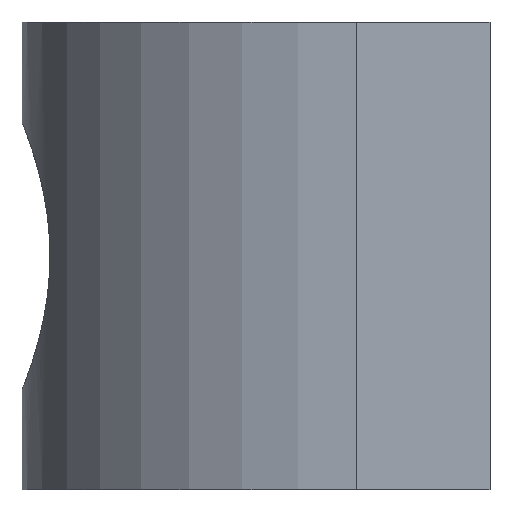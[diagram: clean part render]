
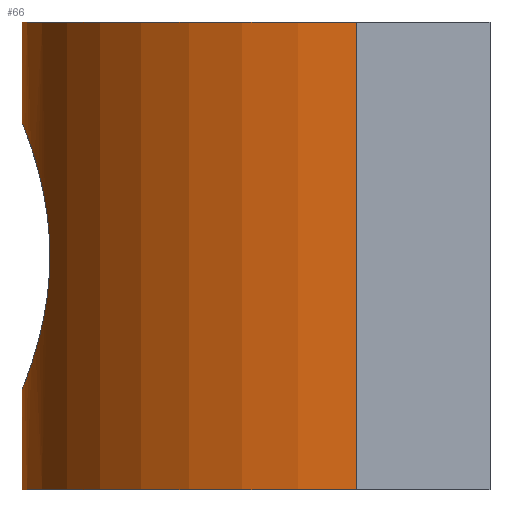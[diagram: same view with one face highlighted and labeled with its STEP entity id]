
A CAD part, front view. The second image highlights one B-rep face of the part: STEP entity #66.
In plain terms, the highlighted cylindrical face has radius 5 mm (diameter 10 mm), a partial arc.
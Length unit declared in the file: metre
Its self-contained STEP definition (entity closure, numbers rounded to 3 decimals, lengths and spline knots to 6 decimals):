
#66=ADVANCED_FACE('',(#124),#125,.T.);
#124=FACE_OUTER_BOUND('',#175,.T.);
#125=CYLINDRICAL_SURFACE('',#176,0.005);
#175=EDGE_LOOP('',(#221,#222,#223,#224,#225,#226));
#176=AXIS2_PLACEMENT_3D('',#227,#228,#229);
#221=ORIENTED_EDGE('',*,*,#332,.F.);
#222=ORIENTED_EDGE('',*,*,#333,.F.);
#223=ORIENTED_EDGE('',*,*,#334,.F.);
#224=ORIENTED_EDGE('',*,*,#335,.T.);
#225=ORIENTED_EDGE('',*,*,#336,.F.);
#226=ORIENTED_EDGE('',*,*,#337,.F.);
#227=CARTESIAN_POINT('',(0.0,-0.02,0.008));
#228=DIRECTION('',(-0.0,0.0,1.0));
#229=DIRECTION('',(1.0,0.,0.0));
#332=EDGE_CURVE('',#383,#384,#385,.T.);
#333=EDGE_CURVE('0:177',#386,#383,#387,.T.);
#334=EDGE_CURVE('0:165',#388,#386,#389,.T.);
#335=EDGE_CURVE('0:156',#388,#390,#391,.T.);
#336=EDGE_CURVE('',#392,#390,#393,.T.);
#337=EDGE_CURVE('',#384,#392,#394,.T.);
#383=VERTEX_POINT('',#472);
#384=VERTEX_POINT('',#473);
#385=LINE('',#474,#475);
#386=VERTEX_POINT('',#476);
#387=CIRCLE('',#477,0.005);
#388=VERTEX_POINT('',#478);
#389=LINE('',#479,#480);
#390=VERTEX_POINT('',#481);
#391=CIRCLE('',#482,0.005);
#392=VERTEX_POINT('',#483);
#393=LINE('',#484,#485);
#394=B_SPLINE_CURVE_WITH_KNOTS('',3,(#486,#487,#488,#489,#490,#491,#492,#493,#494,#495,#496,#497,#498,#499,#500,#501,#502,#503,#504,#505,#506,#507),.UNSPECIFIED.,.F.,.F.,(4,3,3,3,3,3,3,4),(9.134159,10.824805,12.685683,13.714077,14.548075,16.196166,17.895025,18.268318),.UNSPECIFIED.);
#472=CARTESIAN_POINT('',(-0.005,-0.02,0.0005));
#473=CARTESIAN_POINT('',(-0.005,-0.02,0.002));
#474=CARTESIAN_POINT('',(-0.005,-0.02,0.004));
#475=VECTOR('',#612,1.0);
#476=CARTESIAN_POINT('',(0.0,-0.025,0.0005));
#477=AXIS2_PLACEMENT_3D('',#613,#614,#615);
#478=CARTESIAN_POINT('',(0.0,-0.025,0.0075));
#479=CARTESIAN_POINT('',(0.0,-0.025,0.004));
#480=VECTOR('',#616,0.001);
#481=CARTESIAN_POINT('',(-0.005,-0.02,0.0075));
#482=AXIS2_PLACEMENT_3D('',#617,#618,#619);
#483=CARTESIAN_POINT('',(-0.005,-0.02,0.006));
#484=CARTESIAN_POINT('',(-0.005,-0.02,0.004));
#485=VECTOR('',#620,1.0);
#486=CARTESIAN_POINT('',(-0.005,-0.02,0.002));
#487=CARTESIAN_POINT('',(-0.005,-0.020395,0.002));
#488=CARTESIAN_POINT('',(-0.004949,-0.020784,0.00212));
#489=CARTESIAN_POINT('',(-0.004876,-0.021106,0.002334));
#490=CARTESIAN_POINT('',(-0.004796,-0.02146,0.002569));
#491=CARTESIAN_POINT('',(-0.004693,-0.021733,0.002913));
#492=CARTESIAN_POINT('',(-0.004634,-0.021879,0.003315));
#493=CARTESIAN_POINT('',(-0.004601,-0.02196,0.003536));
#494=CARTESIAN_POINT('',(-0.004582,-0.022001,0.003775));
#495=CARTESIAN_POINT('',(-0.004583,-0.022,0.004005));
#496=CARTESIAN_POINT('',(-0.004583,-0.022,0.004192));
#497=CARTESIAN_POINT('',(-0.004595,-0.021973,0.004381));
#498=CARTESIAN_POINT('',(-0.004617,-0.021918,0.004565));
#499=CARTESIAN_POINT('',(-0.004662,-0.021811,0.004931));
#500=CARTESIAN_POINT('',(-0.004747,-0.021597,0.005261));
#501=CARTESIAN_POINT('',(-0.004824,-0.021314,0.005508));
#502=CARTESIAN_POINT('',(-0.004904,-0.021022,0.005762));
#503=CARTESIAN_POINT('',(-0.004973,-0.020652,0.005932));
#504=CARTESIAN_POINT('',(-0.004993,-0.02026,0.005983));
#505=CARTESIAN_POINT('',(-0.004998,-0.020174,0.005994));
#506=CARTESIAN_POINT('',(-0.005,-0.020087,0.006));
#507=CARTESIAN_POINT('',(-0.005,-0.02,0.006));
#612=DIRECTION('',(0.0,0.0,1.0));
#613=CARTESIAN_POINT('',(0.0,-0.02,0.0005));
#614=DIRECTION('',(0.0,0.0,-1.0));
#615=DIRECTION('',(1.0,0.0,0.0));
#616=DIRECTION('',(0.0,0.0,-1.0));
#617=CARTESIAN_POINT('',(0.,-0.02,0.0075));
#618=DIRECTION('',(-0.0,0.0,-1.0));
#619=DIRECTION('',(-1.0,0.,0.0));
#620=DIRECTION('',(0.0,0.0,1.0));
